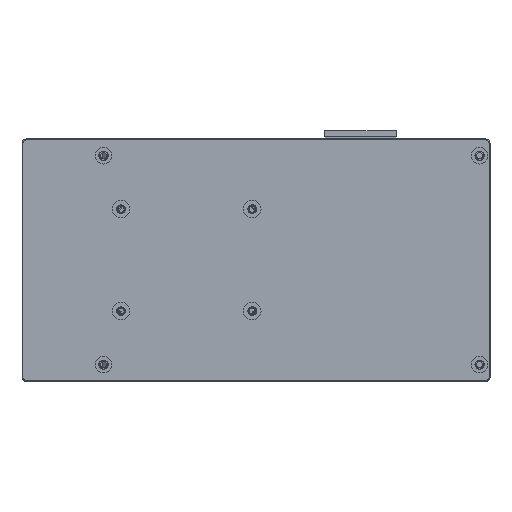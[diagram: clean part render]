
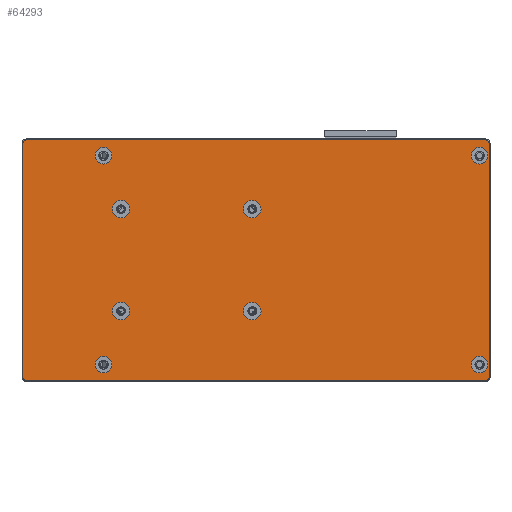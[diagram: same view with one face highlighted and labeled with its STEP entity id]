
A CAD part, front view. The second image highlights one B-rep face of the part: STEP entity #64293.
In plain terms, the highlighted face is planar.
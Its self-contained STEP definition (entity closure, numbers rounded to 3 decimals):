
#58331=CARTESIAN_POINT('',(52.5,-25.,7.65));
#58332=DIRECTION('',(0.,0.,1.));
#58333=DIRECTION('',(-1.,0.,0.));
#58334=AXIS2_PLACEMENT_3D('',#58331,#58332,#58333);
#58336=CARTESIAN_POINT('',(52.5,-25.,7.65));
#58337=DIRECTION('',(0.,0.,1.));
#58338=DIRECTION('',(1.,0.,0.));
#58339=AXIS2_PLACEMENT_3D('',#58336,#58337,#58338);
#58341=CARTESIAN_POINT('',(-37.5,-25.,7.65));
#58342=DIRECTION('',(0.,0.,1.));
#58343=DIRECTION('',(-1.,0.,0.));
#58344=AXIS2_PLACEMENT_3D('',#58341,#58342,#58343);
#58346=CARTESIAN_POINT('',(-37.5,-25.,7.65));
#58347=DIRECTION('',(0.,0.,1.));
#58348=DIRECTION('',(1.,0.,0.));
#58349=AXIS2_PLACEMENT_3D('',#58346,#58347,#58348);
#58351=CARTESIAN_POINT('',(52.5,25.,7.65));
#58352=DIRECTION('',(0.,0.,1.));
#58353=DIRECTION('',(-1.,0.,0.));
#58354=AXIS2_PLACEMENT_3D('',#58351,#58352,#58353);
#58356=CARTESIAN_POINT('',(52.5,25.,7.65));
#58357=DIRECTION('',(0.,0.,1.));
#58358=DIRECTION('',(1.,0.,0.));
#58359=AXIS2_PLACEMENT_3D('',#58356,#58357,#58358);
#58361=CARTESIAN_POINT('',(-37.5,25.,7.65));
#58362=DIRECTION('',(0.,0.,1.));
#58363=DIRECTION('',(-1.,0.,0.));
#58364=AXIS2_PLACEMENT_3D('',#58361,#58362,#58363);
#58366=CARTESIAN_POINT('',(-37.5,25.,7.65));
#58367=DIRECTION('',(0.,0.,1.));
#58368=DIRECTION('',(1.,0.,0.));
#58369=AXIS2_PLACEMENT_3D('',#58366,#58367,#58368);
#58371=CARTESIAN_POINT('',(-1.9,-12.2,7.65));
#58372=DIRECTION('',(0.,0.,1.));
#58373=DIRECTION('',(-1.,0.,0.));
#58374=AXIS2_PLACEMENT_3D('',#58371,#58372,#58373);
#58376=CARTESIAN_POINT('',(-1.9,-12.2,7.65));
#58377=DIRECTION('',(0.,0.,1.));
#58378=DIRECTION('',(1.,0.,0.));
#58379=AXIS2_PLACEMENT_3D('',#58376,#58377,#58378);
#58381=CARTESIAN_POINT('',(-33.3,-12.2,7.65));
#58382=DIRECTION('',(0.,0.,1.));
#58383=DIRECTION('',(-1.,0.,0.));
#58384=AXIS2_PLACEMENT_3D('',#58381,#58382,#58383);
#58386=CARTESIAN_POINT('',(-33.3,-12.2,7.65));
#58387=DIRECTION('',(0.,0.,1.));
#58388=DIRECTION('',(1.,0.,0.));
#58389=AXIS2_PLACEMENT_3D('',#58386,#58387,#58388);
#58391=CARTESIAN_POINT('',(-1.9,12.2,7.65));
#58392=DIRECTION('',(0.,0.,1.));
#58393=DIRECTION('',(-1.,0.,0.));
#58394=AXIS2_PLACEMENT_3D('',#58391,#58392,#58393);
#58396=CARTESIAN_POINT('',(-1.9,12.2,7.65));
#58397=DIRECTION('',(0.,0.,1.));
#58398=DIRECTION('',(1.,0.,0.));
#58399=AXIS2_PLACEMENT_3D('',#58396,#58397,#58398);
#58401=CARTESIAN_POINT('',(-33.3,12.2,7.65));
#58402=DIRECTION('',(0.,0.,1.));
#58403=DIRECTION('',(-1.,0.,0.));
#58404=AXIS2_PLACEMENT_3D('',#58401,#58402,#58403);
#58406=CARTESIAN_POINT('',(-33.3,12.2,7.65));
#58407=DIRECTION('',(0.,0.,1.));
#58408=DIRECTION('',(1.,0.,0.));
#58409=AXIS2_PLACEMENT_3D('',#58406,#58407,#58408);
#58411=CARTESIAN_POINT('',(54.,-28.,7.65));
#58412=DIRECTION('',(0.,0.,1.));
#58413=DIRECTION('',(0.,-1.,0.));
#58414=AXIS2_PLACEMENT_3D('',#58411,#58412,#58413);
#58416=DIRECTION('',(1.,0.,0.));
#58417=VECTOR('',#58416,110.);
#58418=CARTESIAN_POINT('',(-56.,-28.8,
7.65));
#58419=LINE('',#58418,#58417);
#58420=CARTESIAN_POINT('',(-56.,-28.,7.65));
#58421=DIRECTION('',(0.,0.,1.));
#58422=DIRECTION('',(-1.,0.,0.));
#58423=AXIS2_PLACEMENT_3D('',#58420,#58421,#58422);
#58425=DIRECTION('',(0.,-1.,0.));
#58426=VECTOR('',#58425,56.);
#58427=CARTESIAN_POINT('',(-56.8,28.,
7.65));
#58428=LINE('',#58427,#58426);
#58429=CARTESIAN_POINT('',(-56.,28.,7.65));
#58430=DIRECTION('',(0.,0.,1.));
#58431=DIRECTION('',(0.,1.,0.));
#58432=AXIS2_PLACEMENT_3D('',#58429,#58430,#58431);
#58434=DIRECTION('',(-1.,0.,0.));
#58435=VECTOR('',#58434,110.);
#58436=CARTESIAN_POINT('',(54.,28.8,7.65));
#58437=LINE('',#58436,#58435);
#58438=CARTESIAN_POINT('',(54.,28.,7.65));
#58439=DIRECTION('',(0.,0.,1.));
#58440=DIRECTION('',(1.,0.,0.));
#58441=AXIS2_PLACEMENT_3D('',#58438,#58439,#58440);
#58443=DIRECTION('',(0.,1.,0.));
#58444=VECTOR('',#58443,56.);
#58445=CARTESIAN_POINT('',(54.8,-28.,
7.65));
#58446=LINE('',#58445,#58444);
#62596=CARTESIAN_POINT('',(50.5,-25.,7.65));
#62597=CARTESIAN_POINT('',(54.5,-25.,7.65));
#62598=VERTEX_POINT('',#62596);
#62599=VERTEX_POINT('',#62597);
#62600=CARTESIAN_POINT('',(-39.5,-25.,7.65));
#62601=CARTESIAN_POINT('',(-35.5,-25.,7.65));
#62602=VERTEX_POINT('',#62600);
#62603=VERTEX_POINT('',#62601);
#62604=CARTESIAN_POINT('',(50.5,25.,7.65));
#62605=CARTESIAN_POINT('',(54.5,25.,7.65));
#62606=VERTEX_POINT('',#62604);
#62607=VERTEX_POINT('',#62605);
#62608=CARTESIAN_POINT('',(-39.5,25.,7.65));
#62609=CARTESIAN_POINT('',(-35.5,25.,7.65));
#62610=VERTEX_POINT('',#62608);
#62611=VERTEX_POINT('',#62609);
#62628=CARTESIAN_POINT('',(-4.,-12.2,7.65));
#62629=CARTESIAN_POINT('',(0.2,-12.2,7.65));
#62630=VERTEX_POINT('',#62628);
#62631=VERTEX_POINT('',#62629);
#62632=CARTESIAN_POINT('',(-35.4,-12.2,7.65));
#62633=CARTESIAN_POINT('',(-31.2,-12.2,7.65));
#62634=VERTEX_POINT('',#62632);
#62635=VERTEX_POINT('',#62633);
#62636=CARTESIAN_POINT('',(-4.,12.2,7.65));
#62637=CARTESIAN_POINT('',(0.2,12.2,7.65));
#62638=VERTEX_POINT('',#62636);
#62639=VERTEX_POINT('',#62637);
#62640=CARTESIAN_POINT('',(-35.4,12.2,7.65));
#62641=CARTESIAN_POINT('',(-31.2,12.2,7.65));
#62642=VERTEX_POINT('',#62640);
#62643=VERTEX_POINT('',#62641);
#62722=CARTESIAN_POINT('',(54.,-28.8,7.65));
#62723=CARTESIAN_POINT('',(54.8,-28.,7.65));
#62724=VERTEX_POINT('',#62722);
#62725=VERTEX_POINT('',#62723);
#62730=CARTESIAN_POINT('',(54.8,28.,7.65));
#62731=VERTEX_POINT('',#62730);
#62734=CARTESIAN_POINT('',(54.,28.8,7.65));
#62735=VERTEX_POINT('',#62734);
#62738=CARTESIAN_POINT('',(-56.,28.8,
7.65));
#62739=VERTEX_POINT('',#62738);
#62742=CARTESIAN_POINT('',(-56.8,28.,7.65));
#62743=VERTEX_POINT('',#62742);
#62746=CARTESIAN_POINT('',(-56.8,-28.,
7.65));
#62747=VERTEX_POINT('',#62746);
#62750=CARTESIAN_POINT('',(-56.,-28.8,7.65));
#62751=VERTEX_POINT('',#62750);
#64223=CARTESIAN_POINT('',(0.,0.,7.65));
#64224=DIRECTION('',(0.,0.,1.));
#64225=DIRECTION('',(1.,0.,0.));
#64226=AXIS2_PLACEMENT_3D('',#64223,#64224,#64225);
#64227=PLANE('',#64226);
#64229=ORIENTED_EDGE('',*,*,#64228,.F.);
#64230=ORIENTED_EDGE('',*,*,#64213,.F.);
#64232=ORIENTED_EDGE('',*,*,#64231,.F.);
#64234=ORIENTED_EDGE('',*,*,#64233,.F.);
#64236=ORIENTED_EDGE('',*,*,#64235,.F.);
#64238=ORIENTED_EDGE('',*,*,#64237,.F.);
#64240=ORIENTED_EDGE('',*,*,#64239,.F.);
#64242=ORIENTED_EDGE('',*,*,#64241,.F.);
#64243=EDGE_LOOP('',(#64229,#64230,#64232,#64234,#64236,#64238,#64240,#64242));
#64244=FACE_OUTER_BOUND('',#64243,.F.);
#64246=ORIENTED_EDGE('',*,*,#64245,.T.);
#64248=ORIENTED_EDGE('',*,*,#64247,.T.);
#64249=EDGE_LOOP('',(#64246,#64248));
#64250=FACE_BOUND('',#64249,.F.);
#64252=ORIENTED_EDGE('',*,*,#64251,.T.);
#64254=ORIENTED_EDGE('',*,*,#64253,.T.);
#64255=EDGE_LOOP('',(#64252,#64254));
#64256=FACE_BOUND('',#64255,.F.);
#64258=ORIENTED_EDGE('',*,*,#64257,.T.);
#64260=ORIENTED_EDGE('',*,*,#64259,.T.);
#64261=EDGE_LOOP('',(#64258,#64260));
#64262=FACE_BOUND('',#64261,.F.);
#64264=ORIENTED_EDGE('',*,*,#64263,.T.);
#64266=ORIENTED_EDGE('',*,*,#64265,.T.);
#64267=EDGE_LOOP('',(#64264,#64266));
#64268=FACE_BOUND('',#64267,.F.);
#64270=ORIENTED_EDGE('',*,*,#64269,.T.);
#64272=ORIENTED_EDGE('',*,*,#64271,.T.);
#64273=EDGE_LOOP('',(#64270,#64272));
#64274=FACE_BOUND('',#64273,.F.);
#64276=ORIENTED_EDGE('',*,*,#64275,.T.);
#64278=ORIENTED_EDGE('',*,*,#64277,.T.);
#64279=EDGE_LOOP('',(#64276,#64278));
#64280=FACE_BOUND('',#64279,.F.);
#64282=ORIENTED_EDGE('',*,*,#64281,.T.);
#64284=ORIENTED_EDGE('',*,*,#64283,.T.);
#64285=EDGE_LOOP('',(#64282,#64284));
#64286=FACE_BOUND('',#64285,.F.);
#64288=ORIENTED_EDGE('',*,*,#64287,.T.);
#64290=ORIENTED_EDGE('',*,*,#64289,.T.);
#64291=EDGE_LOOP('',(#64288,#64290));
#64292=FACE_BOUND('',#64291,.F.);
#64293=ADVANCED_FACE('',(#64244,#64250,#64256,#64262,#64268,#64274,#64280,
#64286,#64292),#64227,.T.);
#58335=CIRCLE('',#58334,2.);
#58340=CIRCLE('',#58339,2.);
#58345=CIRCLE('',#58344,2.);
#58350=CIRCLE('',#58349,2.);
#58355=CIRCLE('',#58354,2.);
#58360=CIRCLE('',#58359,2.);
#58365=CIRCLE('',#58364,2.);
#58370=CIRCLE('',#58369,2.);
#58375=CIRCLE('',#58374,2.1);
#58380=CIRCLE('',#58379,2.1);
#58385=CIRCLE('',#58384,2.1);
#58390=CIRCLE('',#58389,2.1);
#58395=CIRCLE('',#58394,2.1);
#58400=CIRCLE('',#58399,2.1);
#58405=CIRCLE('',#58404,2.1);
#58410=CIRCLE('',#58409,2.1);
#58415=CIRCLE('',#58414,0.8);
#58424=CIRCLE('',#58423,0.8);
#58433=CIRCLE('',#58432,0.8);
#58442=CIRCLE('',#58441,0.8);
#64213=EDGE_CURVE('',#62751,#62724,#58419,.T.);
#64228=EDGE_CURVE('',#62724,#62725,#58415,.T.);
#64231=EDGE_CURVE('',#62747,#62751,#58424,.T.);
#64233=EDGE_CURVE('',#62743,#62747,#58428,.T.);
#64235=EDGE_CURVE('',#62739,#62743,#58433,.T.);
#64237=EDGE_CURVE('',#62735,#62739,#58437,.T.);
#64239=EDGE_CURVE('',#62731,#62735,#58442,.T.);
#64241=EDGE_CURVE('',#62725,#62731,#58446,.T.);
#64245=EDGE_CURVE('',#62602,#62603,#58345,.T.);
#64247=EDGE_CURVE('',#62603,#62602,#58350,.T.);
#64251=EDGE_CURVE('',#62606,#62607,#58355,.T.);
#64253=EDGE_CURVE('',#62607,#62606,#58360,.T.);
#64257=EDGE_CURVE('',#62610,#62611,#58365,.T.);
#64259=EDGE_CURVE('',#62611,#62610,#58370,.T.);
#64263=EDGE_CURVE('',#62630,#62631,#58375,.T.);
#64265=EDGE_CURVE('',#62631,#62630,#58380,.T.);
#64269=EDGE_CURVE('',#62634,#62635,#58385,.T.);
#64271=EDGE_CURVE('',#62635,#62634,#58390,.T.);
#64275=EDGE_CURVE('',#62638,#62639,#58395,.T.);
#64277=EDGE_CURVE('',#62639,#62638,#58400,.T.);
#64281=EDGE_CURVE('',#62642,#62643,#58405,.T.);
#64283=EDGE_CURVE('',#62643,#62642,#58410,.T.);
#64287=EDGE_CURVE('',#62598,#62599,#58335,.T.);
#64289=EDGE_CURVE('',#62599,#62598,#58340,.T.);
